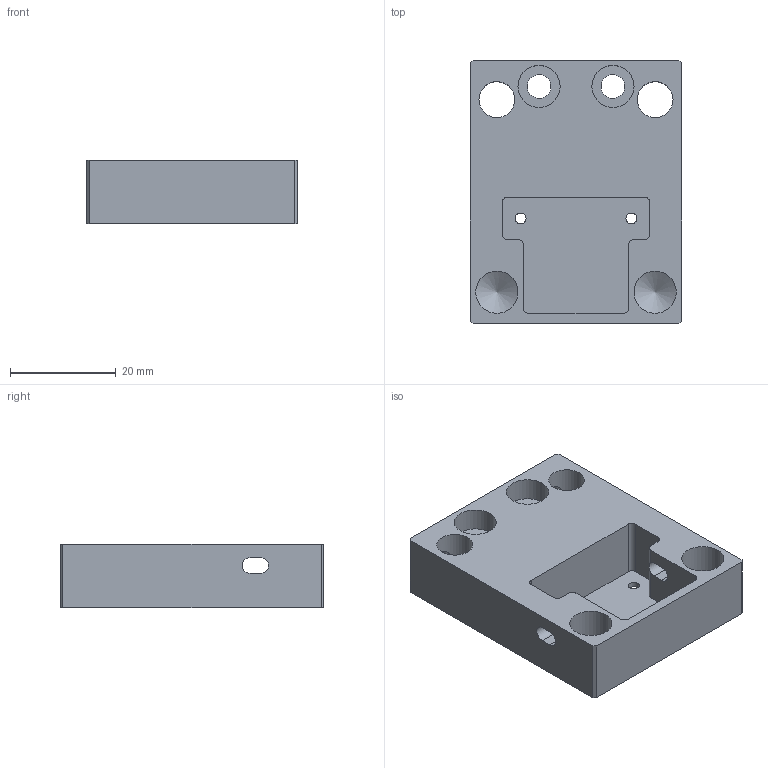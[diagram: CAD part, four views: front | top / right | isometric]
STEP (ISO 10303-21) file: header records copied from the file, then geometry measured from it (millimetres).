
FILE_DESCRIPTION (( 'STEP AP214' ), '1' );
FILE_NAME ('KT200851A.step', '2020-09-03T14:14:05', ( '' ), ( '' ), 'SwSTEP 2.0', 'SolidWorks 2020', '' );
FILE_SCHEMA (( 'AUTOMOTIVE_DESIGN' ));
Length unit declared in the file: millimetre
Products named in the file (1): KT200851A
Bounding box: 40 x 50 x 12 mm (x, y, z)
Volume: 15679.2 mm3; surface area: 8636 mm2
Topology: 1 solids, 1 shells, 51 faces, 142 edges, 94 vertices
Faces by surface type: plane 25, cylinder 24, cone 2
Full cylindrical faces by diameter (mm): 2.05 x2, 3.3 x2, 4.5 x2, 6.8 x2, 8 x4
Entity records: 1824 total; most frequent: CARTESIAN_POINT 402, DIRECTION 274, ORIENTED_EDGE 252, EDGE_CURVE 126, AXIS2_PLACEMENT_3D 100, VERTEX_POINT 92, EDGE_LOOP 86, LINE 74
